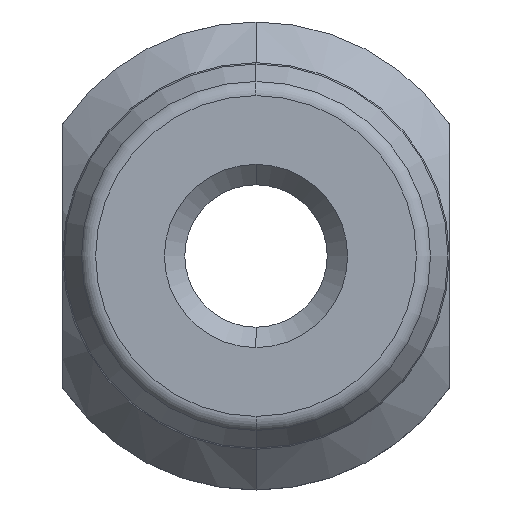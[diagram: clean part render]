
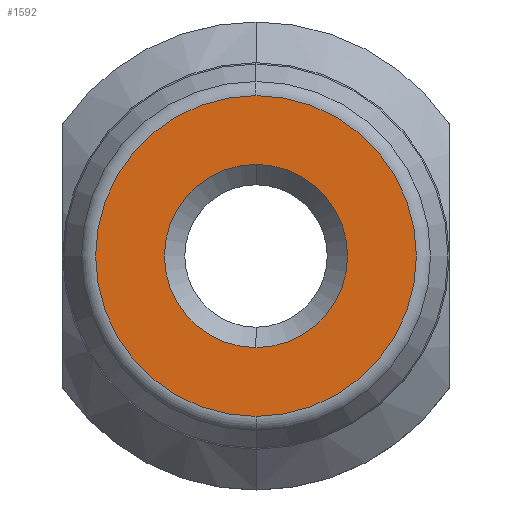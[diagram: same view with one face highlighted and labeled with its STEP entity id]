
A CAD part, left-side view. The second image highlights one B-rep face of the part: STEP entity #1592.
In plain terms, the highlighted planar face has unit normal (-1, 0, 0).
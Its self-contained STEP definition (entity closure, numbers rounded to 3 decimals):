
#34 = ORIENTED_EDGE ( 'NONE', *, *, #3904, .T. ) ;
#201 = VERTEX_POINT ( 'NONE', #727 ) ;
#242 = VERTEX_POINT ( 'NONE', #1016 ) ;
#507 = EDGE_LOOP ( 'NONE', ( #34, #976 ) ) ;
#654 = CARTESIAN_POINT ( 'NONE',  ( 0., 0., -7.883 ) ) ;
#705 = CARTESIAN_POINT ( 'NONE',  ( 0., 0., 4.5 ) ) ;
#727 = CARTESIAN_POINT ( 'NONE',  ( 0., 0., 7.883 ) ) ;
#869 = AXIS2_PLACEMENT_3D ( 'NONE', #3465, #895, #3400 ) ;
#895 = DIRECTION ( 'NONE',  ( 1., 0., 0. ) ) ;
#940 = DIRECTION ( 'NONE',  ( -1., 0., 0. ) ) ;
#976 = ORIENTED_EDGE ( 'NONE', *, *, #3705, .T. ) ;
#1016 = CARTESIAN_POINT ( 'NONE',  ( 0., 0., -4.5 ) ) ;
#1035 = DIRECTION ( 'NONE',  ( -1., 0., 0. ) ) ;
#1328 = PLANE ( 'NONE',  #869 ) ;
#1481 = CIRCLE ( 'NONE', #2400, 7.883 ) ;
#1592 = ADVANCED_FACE ( 'NONE', ( #2279, #4393 ), #1328, .F. ) ;
#1716 = DIRECTION ( 'NONE',  ( 1., 0., 0. ) ) ;
#1731 = AXIS2_PLACEMENT_3D ( 'NONE', #1907, #1884, #1865 ) ;
#1734 = EDGE_CURVE ( 'NONE', #4091, #242, #4151, .T. ) ;
#1750 = CIRCLE ( 'NONE', #4993, 7.883 ) ;
#1865 = DIRECTION ( 'NONE',  ( 0., 0., -1. ) ) ;
#1884 = DIRECTION ( 'NONE',  ( 1., 0., 0. ) ) ;
#1907 = CARTESIAN_POINT ( 'NONE',  ( 0., 0., 0. ) ) ;
#1975 = EDGE_LOOP ( 'NONE', ( #3291, #2423 ) ) ;
#2113 = EDGE_CURVE ( 'NONE', #242, #4091, #4463, .T. ) ;
#2279 = FACE_BOUND ( 'NONE', #1975, .T. ) ;
#2400 = AXIS2_PLACEMENT_3D ( 'NONE', #3572, #1035, #4000 ) ;
#2423 = ORIENTED_EDGE ( 'NONE', *, *, #2113, .T. ) ;
#3291 = ORIENTED_EDGE ( 'NONE', *, *, #1734, .T. ) ;
#3400 = DIRECTION ( 'NONE',  ( 0., 0., -1. ) ) ;
#3465 = CARTESIAN_POINT ( 'NONE',  ( 0., 0., -8.345 ) ) ;
#3480 = CARTESIAN_POINT ( 'NONE',  ( 0., 0., 0. ) ) ;
#3572 = CARTESIAN_POINT ( 'NONE',  ( 0., 0., 0. ) ) ;
#3705 = EDGE_CURVE ( 'NONE', #201, #5031, #1750, .T. ) ;
#3904 = EDGE_CURVE ( 'NONE', #5031, #201, #1481, .T. ) ;
#3911 = DIRECTION ( 'NONE',  ( 0., 0., -1. ) ) ;
#4000 = DIRECTION ( 'NONE',  ( 0., 0., -1. ) ) ;
#4091 = VERTEX_POINT ( 'NONE', #705 ) ;
#4151 = CIRCLE ( 'NONE', #1731, 4.5 ) ;
#4184 = AXIS2_PLACEMENT_3D ( 'NONE', #4251, #1716, #4652 ) ;
#4251 = CARTESIAN_POINT ( 'NONE',  ( 0., 0., 0. ) ) ;
#4393 = FACE_OUTER_BOUND ( 'NONE', #507, .T. ) ;
#4463 = CIRCLE ( 'NONE', #4184, 4.5 ) ;
#4652 = DIRECTION ( 'NONE',  ( 0., 0., -1. ) ) ;
#4993 = AXIS2_PLACEMENT_3D ( 'NONE', #3480, #940, #3911 ) ;
#5031 = VERTEX_POINT ( 'NONE', #654 ) ;
